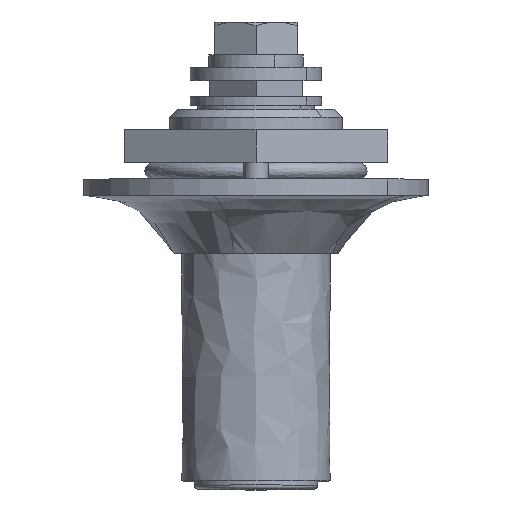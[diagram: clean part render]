
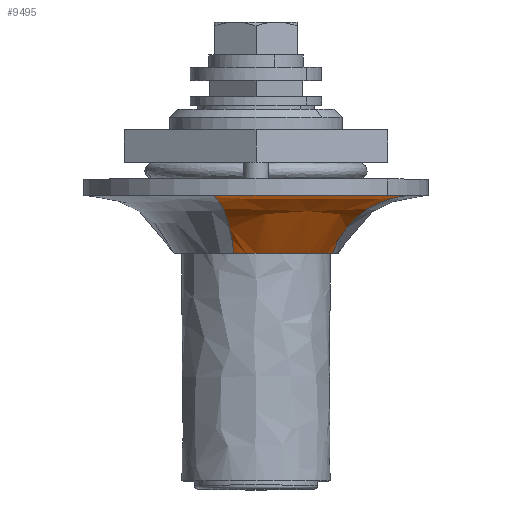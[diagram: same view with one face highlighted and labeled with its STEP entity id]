
A CAD part, top view. The second image highlights one B-rep face of the part: STEP entity #9495.
In plain terms, the highlighted free-form (B-spline) face has degree [2, 2] with [3, 3] control points.
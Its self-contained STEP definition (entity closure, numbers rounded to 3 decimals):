
#9303=CARTESIAN_POINT('',(-2.,5.566,19.816));
#9304=VERTEX_POINT('',#9303);
#9332=CARTESIAN_POINT('',(-2.,-19.041,7.817));
#9333=VERTEX_POINT('',#9332);
#9354=CARTESIAN_POINT('',(-9.,-9.251,3.798));
#9355=VERTEX_POINT('',#9354);
#9356=CARTESIAN_POINT('',(-9.,-9.251,3.798));
#9357=CARTESIAN_POINT('',(-8.356,-9.504,3.902));
#9358=CARTESIAN_POINT('',(-7.241,-10.059,4.129));
#9359=CARTESIAN_POINT('',(-5.88,-11.031,4.529));
#9360=CARTESIAN_POINT('',(-4.597,-12.229,5.021));
#9361=CARTESIAN_POINT('',(-3.539,-13.611,5.588));
#9362=CARTESIAN_POINT('',(-2.631,-15.404,6.324));
#9363=CARTESIAN_POINT('',(-2.115,-17.163,7.046));
#9364=CARTESIAN_POINT('',(-2.,-18.458,7.578));
#9365=CARTESIAN_POINT('',(-2.,-19.041,7.817));
#9366=B_SPLINE_CURVE_WITH_KNOTS('',3,(#9356,#9357,#9358,#9359,#9360,#9361,#9362,#9363,#9364,#9365),.UNSPECIFIED.,.F.,.U.,(4,1,1,1,1,1,1,4),(0.,2.1,3.78,5.145,7.56,9.24,11.551,13.441),.UNSPECIFIED.);
#9367=EDGE_CURVE('',#9355,#9333,#9366,.T.);
#9388=CARTESIAN_POINT('',(-9.,2.704,9.627));
#9389=VERTEX_POINT('',#9388);
#9412=CARTESIAN_POINT('',(-9.,2.704,9.627));
#9413=CARTESIAN_POINT('',(-8.033,2.815,10.023));
#9414=CARTESIAN_POINT('',(-6.76,3.021,10.756));
#9415=CARTESIAN_POINT('',(-5.272,3.382,12.04));
#9416=CARTESIAN_POINT('',(-4.143,3.733,13.288));
#9417=CARTESIAN_POINT('',(-3.172,4.163,14.82));
#9418=CARTESIAN_POINT('',(-2.53,4.605,16.393));
#9419=CARTESIAN_POINT('',(-2.111,5.055,17.996));
#9420=CARTESIAN_POINT('',(-2.,5.367,19.108));
#9421=CARTESIAN_POINT('',(-2.,5.566,19.816));
#9422=B_SPLINE_CURVE_WITH_KNOTS('',3,(#9412,#9413,#9414,#9415,#9416,#9417,#9418,#9419,#9420,#9421),.UNSPECIFIED.,.F.,.U.,(4,1,1,1,1,1,1,4),(0.,3.15,4.41,5.985,8.295,9.975,11.236,13.441),.UNSPECIFIED.);
#9423=EDGE_CURVE('',#9389,#9304,#9422,.T.);
#9428=CARTESIAN_POINT('',(-9.585,-9.038,3.71));
#9429=CARTESIAN_POINT('',(-9.585,-5.734,11.759));
#9430=CARTESIAN_POINT('',(-9.585,2.642,9.406));
#9431=CARTESIAN_POINT('',(-1.55,-11.729,4.815));
#9432=CARTESIAN_POINT('',(-1.55,-7.441,15.26));
#9433=CARTESIAN_POINT('',(-1.55,3.429,12.207));
#9434=CARTESIAN_POINT('',(-2.017,-19.622,8.056));
#9435=CARTESIAN_POINT('',(-2.017,-12.449,25.529));
#9436=CARTESIAN_POINT('',(-2.017,5.736,20.421));
#9444=(BOUNDED_SURFACE()B_SPLINE_SURFACE(2,2,((#9428,#9431,#9434),(#9429,#9432,#9435),(#9430,#9433,#9436)),.UNSPECIFIED.,.F.,.F.,.U.)B_SPLINE_SURFACE_WITH_KNOTS((3,3),(3,3),(0.0,32.297),(0.0,15.219),.UNSPECIFIED.)GEOMETRIC_REPRESENTATION_ITEM()RATIONAL_B_SPLINE_SURFACE(((0.918,0.737,0.918),(0.671,0.538,0.671),(0.878,0.705,0.878)))REPRESENTATION_ITEM('')SURFACE());
#9445=CARTESIAN_POINT('',(-2.,0.0,20.583));
#9446=VERTEX_POINT('',#9445);
#9447=CARTESIAN_POINT('',(-2.,0.0,20.583));
#9448=CARTESIAN_POINT('',(-2.,1.879,20.583));
#9449=CARTESIAN_POINT('',(-2.,3.757,20.324));
#9450=CARTESIAN_POINT('',(-2.,5.566,19.816));
#9451=B_SPLINE_CURVE_WITH_KNOTS('',3,(#9447,#9448,#9449,#9450),.UNSPECIFIED.,.F.,.U.,(4,4),(0.,5.636),.UNSPECIFIED.);
#9452=EDGE_CURVE('',#9446,#9304,#9451,.T.);
#9453=ORIENTED_EDGE('',*,*,#9452,.T.);
#9454=ORIENTED_EDGE('',*,*,#9423,.F.);
#9455=CARTESIAN_POINT('',(-9.0,0.0,10.));
#9456=VERTEX_POINT('',#9455);
#9457=CARTESIAN_POINT('',(-9.0,0.0,10.));
#9458=CARTESIAN_POINT('',(-9.,0.913,10.));
#9459=CARTESIAN_POINT('',(-9.,1.826,9.874));
#9460=CARTESIAN_POINT('',(-9.,2.704,9.627));
#9461=B_SPLINE_CURVE_WITH_KNOTS('',3,(#9457,#9458,#9459,#9460),.UNSPECIFIED.,.F.,.U.,(4,4),(0.,2.738),.UNSPECIFIED.);
#9462=EDGE_CURVE('',#9456,#9389,#9461,.T.);
#9463=ORIENTED_EDGE('',*,*,#9462,.F.);
#9464=CARTESIAN_POINT('',(-9.,-9.251,3.798));
#9465=CARTESIAN_POINT('',(-9.,-9.052,4.282));
#9466=CARTESIAN_POINT('',(-9.,-8.593,5.19));
#9467=CARTESIAN_POINT('',(-9.,-7.75,6.37));
#9468=CARTESIAN_POINT('',(-9.,-6.69,7.489));
#9469=CARTESIAN_POINT('',(-9.,-5.416,8.467));
#9470=CARTESIAN_POINT('',(-9.,-3.773,9.322));
#9471=CARTESIAN_POINT('',(-9.,-1.969,9.871));
#9472=CARTESIAN_POINT('',(-9.,-0.646,10.));
#9473=CARTESIAN_POINT('',(-9.0,0.0,10.));
#9474=B_SPLINE_CURVE_WITH_KNOTS('',3,(#9464,#9465,#9466,#9467,#9468,#9469,#9470,#9471,#9472,#9473),.UNSPECIFIED.,.F.,.U.,(4,1,1,1,1,1,1,4),(0.,1.569,3.045,4.337,6.183,7.844,9.874,11.812),.UNSPECIFIED.);
#9475=EDGE_CURVE('',#9355,#9456,#9474,.T.);
#9476=ORIENTED_EDGE('',*,*,#9475,.F.);
#9477=ORIENTED_EDGE('',*,*,#9367,.T.);
#9478=CARTESIAN_POINT('',(-2.,-19.041,7.817));
#9479=CARTESIAN_POINT('',(-2.,-18.488,9.164));
#9480=CARTESIAN_POINT('',(-2.,-17.519,10.956));
#9481=CARTESIAN_POINT('',(-2.,-15.732,13.339));
#9482=CARTESIAN_POINT('',(-2.,-14.255,14.912));
#9483=CARTESIAN_POINT('',(-2.,-12.269,16.589));
#9484=CARTESIAN_POINT('',(-2.,-10.2,17.949));
#9485=CARTESIAN_POINT('',(-2.,-7.855,19.074));
#9486=CARTESIAN_POINT('',(-2.,-5.518,19.881));
#9487=CARTESIAN_POINT('',(-2.,-2.913,20.442));
#9488=CARTESIAN_POINT('',(-2.,-1.013,20.583));
#9489=CARTESIAN_POINT('',(-2.,0.0,20.583));
#9490=B_SPLINE_CURVE_WITH_KNOTS('',3,(#9478,#9479,#9480,#9481,#9482,#9483,#9484,#9485,#9486,#9487,#9488,#9489),.UNSPECIFIED.,.F.,.U.,(4,1,1,1,1,1,1,1,1,4),(0.,4.369,6.078,8.928,10.827,13.866,16.336,18.615,21.274,24.314),.UNSPECIFIED.);
#9491=EDGE_CURVE('',#9333,#9446,#9490,.T.);
#9492=ORIENTED_EDGE('',*,*,#9491,.T.);
#9493=EDGE_LOOP('',(#9453,#9454,#9463,#9476,#9477,#9492));
#9494=FACE_OUTER_BOUND('',#9493,.T.);
#9495=ADVANCED_FACE('',(#9494),#9444,.F.);
